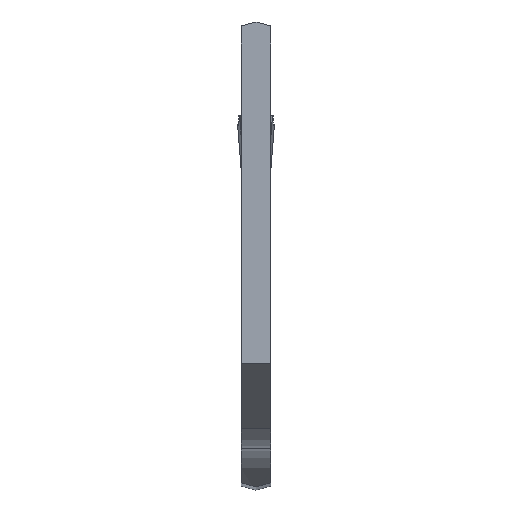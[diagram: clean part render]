
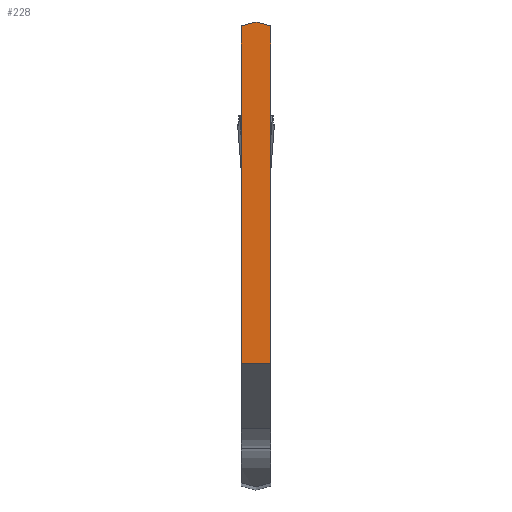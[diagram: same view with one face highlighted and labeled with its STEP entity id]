
A CAD part, top view. The second image highlights one B-rep face of the part: STEP entity #228.
In plain terms, the highlighted planar face has unit normal (0, 0, 1).
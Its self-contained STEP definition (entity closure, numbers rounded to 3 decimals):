
#228=ADVANCED_FACE('S0',(#341),#303,.T.);
#303=PLANE('',#1605);
#341=FACE_OUTER_BOUND('',#416,.T.);
#416=EDGE_LOOP('',(#491,#492,#493,#494,#495));
#491=ORIENTED_EDGE('',*,*,#1053,.T.);
#492=ORIENTED_EDGE('',*,*,#1054,.T.);
#493=ORIENTED_EDGE('',*,*,#1055,.F.);
#494=ORIENTED_EDGE('',*,*,#1056,.F.);
#495=ORIENTED_EDGE('',*,*,#1057,.F.);
#913=VERTEX_POINT('',#2171);
#914=VERTEX_POINT('',#2172);
#915=VERTEX_POINT('',#2174);
#916=VERTEX_POINT('',#2176);
#917=VERTEX_POINT('',#2178);
#1053=EDGE_CURVE('',#913,#914,#1264,.T.);
#1054=EDGE_CURVE('',#914,#915,#1265,.T.);
#1055=EDGE_CURVE('',#916,#915,#1266,.T.);
#1056=EDGE_CURVE('',#917,#916,#1267,.T.);
#1057=EDGE_CURVE('',#913,#917,#1268,.T.);
#1264=LINE('',#2170,#1389);
#1265=LINE('',#2173,#1390);
#1266=LINE('',#2175,#1391);
#1267=LINE('',#2177,#1392);
#1268=LINE('',#2179,#1393);
#1389=VECTOR('',#1752,1.);
#1390=VECTOR('',#1753,1.);
#1391=VECTOR('',#1754,1.);
#1392=VECTOR('',#1755,1.);
#1393=VECTOR('',#1756,1.);
#1605=AXIS2_PLACEMENT_3D('',#2180,#1757,#1758);
#1752=DIRECTION('',(-0.966,0.259,0.));
#1753=DIRECTION('',(-0.966,-0.259,0.));
#1754=DIRECTION('',(0.,1.,0.));
#1755=DIRECTION('',(-1.,0.,0.));
#1756=DIRECTION('',(0.,-1.,0.));
#1757=DIRECTION('',(0.,0.,1.));
#1758=DIRECTION('',(-1.,0.,0.));
#2170=CARTESIAN_POINT('',(0.,31.364,0.));
#2171=CARTESIAN_POINT('',(0.,31.364,0.));
#2172=CARTESIAN_POINT('',(-1.,31.632,0.));
#2173=CARTESIAN_POINT('',(-1.,31.632,0.));
#2174=CARTESIAN_POINT('',(-2.,31.364,0.));
#2175=CARTESIAN_POINT('',(-2.,33.9,0.));
#2176=CARTESIAN_POINT('',(-2.,8.547,0.));
#2177=CARTESIAN_POINT('',(109.,8.547,0.));
#2178=CARTESIAN_POINT('',(0.,8.547,0.));
#2179=CARTESIAN_POINT('',(0.,-2.,0.));
#2180=CARTESIAN_POINT('',(149.,141.9,0.));
